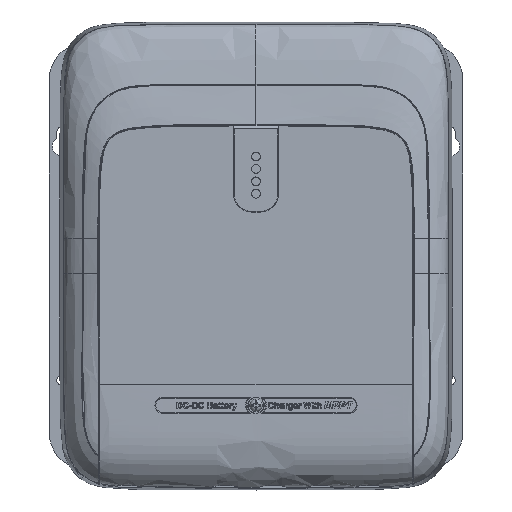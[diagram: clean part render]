
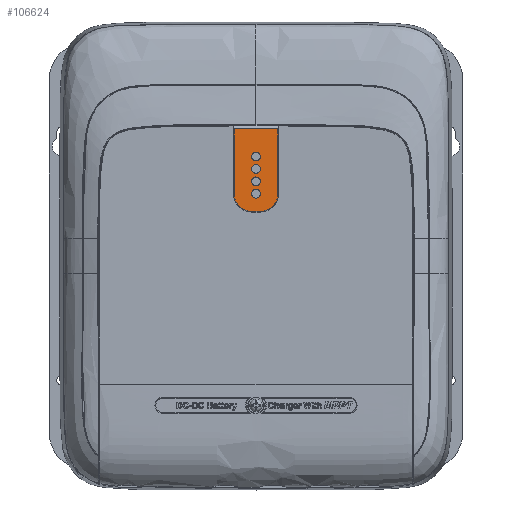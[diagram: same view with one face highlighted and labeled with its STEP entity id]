
A CAD part, top view. The second image highlights one B-rep face of the part: STEP entity #106624.
In plain terms, the highlighted planar face has unit normal (0, 0, 1).
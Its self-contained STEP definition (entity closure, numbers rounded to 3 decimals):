
#1049 = CARTESIAN_POINT ( 'NONE',  ( 57.623, 125.4, 31.096 ) ) ;
#1660 = FACE_BOUND ( 'NONE', #191732, .T. ) ;
#1860 = CARTESIAN_POINT ( 'NONE',  ( 60.123, 146.4, 31.096 ) ) ;
#4849 = EDGE_LOOP ( 'NONE', ( #126121, #22957 ) ) ;
#6722 = LINE ( 'NONE', #166532, #199900 ) ;
#6731 = CARTESIAN_POINT ( 'NONE',  ( 60.123, 125.4, 31.096 ) ) ;
#8461 = CARTESIAN_POINT ( 'NONE',  ( 60.123, 146.4, 31.096 ) ) ;
#11022 = DIRECTION ( 'NONE',  ( -1., 0., 0. ) ) ;
#11880 = DIRECTION ( 'NONE',  ( -1., 0., 0. ) ) ;
#12859 = CARTESIAN_POINT ( 'NONE',  ( 72.501, 161.986, 31.096 ) ) ;
#13545 = EDGE_LOOP ( 'NONE', ( #199615, #51810 ) ) ;
#13964 = CARTESIAN_POINT ( 'NONE',  ( 62.623, 139.4, 31.096 ) ) ;
#14442 = CARTESIAN_POINT ( 'NONE',  ( 47.745, 161.986, 31.096 ) ) ;
#14546 = ORIENTED_EDGE ( 'NONE', *, *, #148772, .F. ) ;
#14940 = DIRECTION ( 'NONE',  ( -1., 0., 0. ) ) ;
#15800 = CARTESIAN_POINT ( 'NONE',  ( 60.123, 139.4, 31.096 ) ) ;
#16354 = DIRECTION ( 'NONE',  ( -1., 0., 0. ) ) ;
#16452 = EDGE_CURVE ( 'NONE', #99965, #139581, #198346, .T. ) ;
#17036 = ORIENTED_EDGE ( 'NONE', *, *, #93315, .F. ) ;
#18182 = EDGE_CURVE ( 'NONE', #121318, #54963, #168345, .T. ) ;
#21308 = LINE ( 'NONE', #166576, #31270 ) ;
#21809 = ORIENTED_EDGE ( 'NONE', *, *, #155431, .F. ) ;
#22957 = ORIENTED_EDGE ( 'NONE', *, *, #18182, .F. ) ;
#24508 = LINE ( 'NONE', #168419, #64036 ) ;
#28355 = CARTESIAN_POINT ( 'NONE',  ( 60.123, 125.4, 31.096 ) ) ;
#31270 = VECTOR ( 'NONE', #135442, 1000. ) ;
#31529 = EDGE_CURVE ( 'NONE', #45617, #97298, #47797, .T. ) ;
#35034 = DIRECTION ( 'NONE',  ( 0., 0., 1. ) ) ;
#35596 = CIRCLE ( 'NONE', #163127, 9.878 ) ;
#39319 = DIRECTION ( 'NONE',  ( -1., 0., 0. ) ) ;
#40524 = ORIENTED_EDGE ( 'NONE', *, *, #88714, .F. ) ;
#40852 = PLANE ( 'NONE',  #67944 ) ;
#43282 = EDGE_CURVE ( 'NONE', #106790, #185586, #6722, .T. ) ;
#43888 = AXIS2_PLACEMENT_3D ( 'NONE', #28355, #80235, #91961 ) ;
#45617 = VERTEX_POINT ( 'NONE', #139588 ) ;
#46655 = AXIS2_PLACEMENT_3D ( 'NONE', #15800, #46997, #173506 ) ;
#46997 = DIRECTION ( 'NONE',  ( 0., 0., 1. ) ) ;
#47716 = AXIS2_PLACEMENT_3D ( 'NONE', #6731, #69054, #147845 ) ;
#47797 = CIRCLE ( 'NONE', #90666, 2.5 ) ;
#48985 = ORIENTED_EDGE ( 'NONE', *, *, #155728, .F. ) ;
#50280 = VECTOR ( 'NONE', #138343, 1000. ) ;
#51810 = ORIENTED_EDGE ( 'NONE', *, *, #196353, .F. ) ;
#52503 = EDGE_CURVE ( 'NONE', #160501, #90860, #24508, .T. ) ;
#52649 = CIRCLE ( 'NONE', #47716, 2.5 ) ;
#53107 = AXIS2_PLACEMENT_3D ( 'NONE', #8461, #182129, #197341 ) ;
#54963 = VERTEX_POINT ( 'NONE', #88401 ) ;
#56056 = CARTESIAN_POINT ( 'NONE',  ( 62.623, 115.522, 31.096 ) ) ;
#57502 = CARTESIAN_POINT ( 'NONE',  ( 47.745, 174.7, 31.096 ) ) ;
#57920 = CARTESIAN_POINT ( 'NONE',  ( 62.623, 146.4, 31.096 ) ) ;
#58673 = FACE_BOUND ( 'NONE', #198472, .T. ) ;
#60842 = VERTEX_POINT ( 'NONE', #98296 ) ;
#62814 = ORIENTED_EDGE ( 'NONE', *, *, #52503, .F. ) ;
#64036 = VECTOR ( 'NONE', #90213, 1000. ) ;
#65153 = LINE ( 'NONE', #57502, #50280 ) ;
#67944 = AXIS2_PLACEMENT_3D ( 'NONE', #121104, #89166, #11022 ) ;
#69054 = DIRECTION ( 'NONE',  ( 0., 0., 1. ) ) ;
#70961 = FACE_OUTER_BOUND ( 'NONE', #152825, .T. ) ;
#77612 = DIRECTION ( 'NONE',  ( 0., 0., 1. ) ) ;
#80235 = DIRECTION ( 'NONE',  ( 0., 0., 1. ) ) ;
#80991 = CIRCLE ( 'NONE', #53107, 2.5 ) ;
#81673 = VERTEX_POINT ( 'NONE', #106436 ) ;
#88401 = CARTESIAN_POINT ( 'NONE',  ( 57.623, 139.4, 31.096 ) ) ;
#88689 = CIRCLE ( 'NONE', #109273, 2.5 ) ;
#88714 = EDGE_CURVE ( 'NONE', #90860, #145190, #21308, .T. ) ;
#89166 = DIRECTION ( 'NONE',  ( 0., 0., -1. ) ) ;
#89893 = ORIENTED_EDGE ( 'NONE', *, *, #43282, .F. ) ;
#90213 = DIRECTION ( 'NONE',  ( 1., 0., 0. ) ) ;
#90666 = AXIS2_PLACEMENT_3D ( 'NONE', #1860, #113303, #97314 ) ;
#90860 = VERTEX_POINT ( 'NONE', #12859 ) ;
#91961 = DIRECTION ( 'NONE',  ( -1., 0., 0. ) ) ;
#93315 = EDGE_CURVE ( 'NONE', #145190, #106790, #35596, .T. ) ;
#94904 = ORIENTED_EDGE ( 'NONE', *, *, #203402, .F. ) ;
#97298 = VERTEX_POINT ( 'NONE', #57920 ) ;
#97314 = DIRECTION ( 'NONE',  ( -1., 0., 0. ) ) ;
#98296 = CARTESIAN_POINT ( 'NONE',  ( 47.745, 125.4, 31.096 ) ) ;
#99965 = VERTEX_POINT ( 'NONE', #153193 ) ;
#105714 = FACE_BOUND ( 'NONE', #4849, .T. ) ;
#106436 = CARTESIAN_POINT ( 'NONE',  ( 62.623, 132.4, 31.096 ) ) ;
#106624 = ADVANCED_FACE ( 'NONE', ( #165226, #58673, #105714, #1660, #70961 ), #40852, .F. ) ;
#106790 = VERTEX_POINT ( 'NONE', #56056 ) ;
#109273 = AXIS2_PLACEMENT_3D ( 'NONE', #156437, #77612, #11880 ) ;
#110454 = AXIS2_PLACEMENT_3D ( 'NONE', #135281, #152537, #181680 ) ;
#110590 = CARTESIAN_POINT ( 'NONE',  ( 57.623, 132.4, 31.096 ) ) ;
#111808 = DIRECTION ( 'NONE',  ( 0., 0., -1. ) ) ;
#113303 = DIRECTION ( 'NONE',  ( 0., 0., 1. ) ) ;
#113919 = CARTESIAN_POINT ( 'NONE',  ( 60.123, 132.4, 31.096 ) ) ;
#119340 = ORIENTED_EDGE ( 'NONE', *, *, #191372, .F. ) ;
#120000 = CIRCLE ( 'NONE', #110454, 2.5 ) ;
#121104 = CARTESIAN_POINT ( 'NONE',  ( 45.123, 110.4, 31.096 ) ) ;
#121318 = VERTEX_POINT ( 'NONE', #13964 ) ;
#122703 = CIRCLE ( 'NONE', #193148, 9.878 ) ;
#124535 = CIRCLE ( 'NONE', #126437, 2.5 ) ;
#125769 = CARTESIAN_POINT ( 'NONE',  ( 72.501, 125.4, 31.096 ) ) ;
#126121 = ORIENTED_EDGE ( 'NONE', *, *, #180979, .F. ) ;
#126437 = AXIS2_PLACEMENT_3D ( 'NONE', #113919, #35034, #16354 ) ;
#135281 = CARTESIAN_POINT ( 'NONE',  ( 60.123, 139.4, 31.096 ) ) ;
#135442 = DIRECTION ( 'NONE',  ( 0., -1., 0. ) ) ;
#138343 = DIRECTION ( 'NONE',  ( 0., 1., 0. ) ) ;
#139581 = VERTEX_POINT ( 'NONE', #200595 ) ;
#139588 = CARTESIAN_POINT ( 'NONE',  ( 57.623, 146.4, 31.096 ) ) ;
#145190 = VERTEX_POINT ( 'NONE', #125769 ) ;
#147845 = DIRECTION ( 'NONE',  ( -1., 0., 0. ) ) ;
#148772 = EDGE_CURVE ( 'NONE', #97298, #45617, #80991, .T. ) ;
#152537 = DIRECTION ( 'NONE',  ( 0., 0., 1. ) ) ;
#152825 = EDGE_LOOP ( 'NONE', ( #119340, #89893, #17036, #40524, #62814, #48985 ) ) ;
#153193 = CARTESIAN_POINT ( 'NONE',  ( 57.623, 125.4, 31.096 ) ) ;
#155431 = EDGE_CURVE ( 'NONE', #81673, #198433, #124535, .T. ) ;
#155728 = EDGE_CURVE ( 'NONE', #60842, #160501, #65153, .T. ) ;
#156437 = CARTESIAN_POINT ( 'NONE',  ( 60.123, 132.4, 31.096 ) ) ;
#160501 = VERTEX_POINT ( 'NONE', #14442 ) ;
#162128 = ORIENTED_EDGE ( 'NONE', *, *, #31529, .F. ) ;
#163127 = AXIS2_PLACEMENT_3D ( 'NONE', #205356, #189481, #190842 ) ;
#165226 = FACE_BOUND ( 'NONE', #13545, .T. ) ;
#166532 = CARTESIAN_POINT ( 'NONE',  ( 53.323, 115.522, 31.096 ) ) ;
#166576 = CARTESIAN_POINT ( 'NONE',  ( 72.501, 121.1, 31.096 ) ) ;
#168345 = CIRCLE ( 'NONE', #46655, 2.5 ) ;
#168419 = CARTESIAN_POINT ( 'NONE',  ( 210.123, 161.986, 31.096 ) ) ;
#171224 = CARTESIAN_POINT ( 'NONE',  ( 57.623, 115.522, 31.096 ) ) ;
#173506 = DIRECTION ( 'NONE',  ( -1., 0., 0. ) ) ;
#180979 = EDGE_CURVE ( 'NONE', #54963, #121318, #120000, .T. ) ;
#181680 = DIRECTION ( 'NONE',  ( -1., 0., 0. ) ) ;
#182129 = DIRECTION ( 'NONE',  ( 0., 0., 1. ) ) ;
#185586 = VERTEX_POINT ( 'NONE', #171224 ) ;
#189481 = DIRECTION ( 'NONE',  ( 0., 0., -1. ) ) ;
#190842 = DIRECTION ( 'NONE',  ( -1., 0., 0. ) ) ;
#191372 = EDGE_CURVE ( 'NONE', #185586, #60842, #122703, .T. ) ;
#191732 = EDGE_LOOP ( 'NONE', ( #162128, #14546 ) ) ;
#193148 = AXIS2_PLACEMENT_3D ( 'NONE', #1049, #111808, #14940 ) ;
#196353 = EDGE_CURVE ( 'NONE', #139581, #99965, #52649, .T. ) ;
#197341 = DIRECTION ( 'NONE',  ( -1., 0., 0. ) ) ;
#198346 = CIRCLE ( 'NONE', #43888, 2.5 ) ;
#198433 = VERTEX_POINT ( 'NONE', #110590 ) ;
#198472 = EDGE_LOOP ( 'NONE', ( #94904, #21809 ) ) ;
#199615 = ORIENTED_EDGE ( 'NONE', *, *, #16452, .F. ) ;
#199900 = VECTOR ( 'NONE', #39319, 1000. ) ;
#200595 = CARTESIAN_POINT ( 'NONE',  ( 62.623, 125.4, 31.096 ) ) ;
#203402 = EDGE_CURVE ( 'NONE', #198433, #81673, #88689, .T. ) ;
#205356 = CARTESIAN_POINT ( 'NONE',  ( 62.623, 125.4, 31.096 ) ) ;
